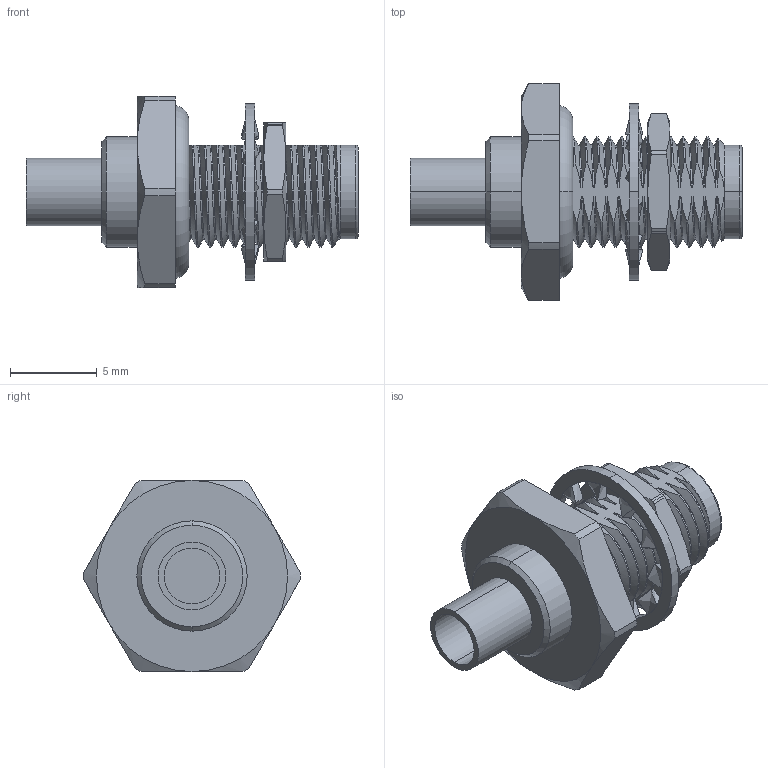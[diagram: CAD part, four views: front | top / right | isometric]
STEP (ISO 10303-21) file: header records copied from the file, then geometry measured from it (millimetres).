
FILE_DESCRIPTION (( 'STEP AP203' ), '1' );
FILE_NAME ('PE45004.step', '2018-11-13T19:11:48', ( '' ), ( '' ), 'SwSTEP 2.0', 'SolidWorks 2017', '' );
FILE_SCHEMA (( 'CONFIG_CONTROL_DESIGN' ));
Products named in the file (1): PE45004
Bounding box: 19.1 x 12.46 x 11 mm (x, y, z)
Volume: 609.2 mm3; surface area: 1240.7 mm2
Topology: 6 solids, 6 shells, 222 faces, 555 edges, 359 vertices
Faces by surface type: bspline 85, cylinder 55, plane 43, cone 33, torus 6
Entity records: 24373 total; most frequent: CARTESIAN_POINT 19756, ORIENTED_EDGE 1110, DIRECTION 706, EDGE_CURVE 555, VERTEX_POINT 359, AXIS2_PLACEMENT_3D 260, EDGE_LOOP 244, FACE_OUTER_BOUND 222
